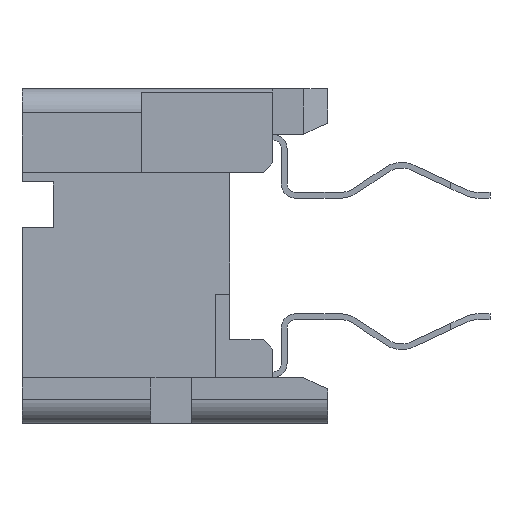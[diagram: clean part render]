
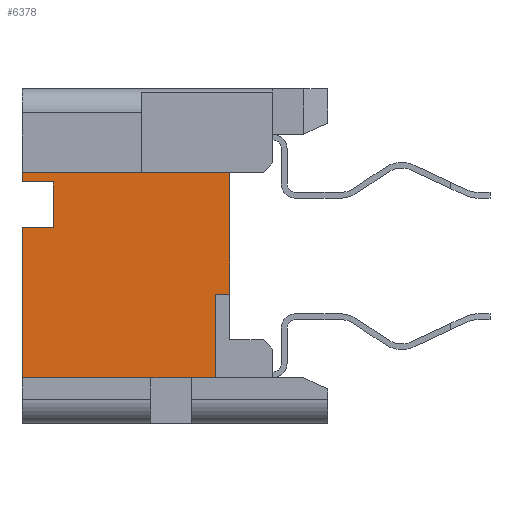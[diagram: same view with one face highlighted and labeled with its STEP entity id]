
A CAD part, left-side view. The second image highlights one B-rep face of the part: STEP entity #6378.
In plain terms, the highlighted planar face has unit normal (-1, 0, 0).
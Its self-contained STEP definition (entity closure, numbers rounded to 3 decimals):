
#433=DIRECTION('',(0.,0.,1.));
#434=VECTOR('',#433,3.15);
#435=CARTESIAN_POINT('',(-3.055,6.4,-2.55));
#436=LINE('',#435,#434);
#553=DIRECTION('',(0.,0.,1.));
#554=VECTOR('',#553,0.2);
#555=CARTESIAN_POINT('',(-3.055,6.4,1.55));
#556=LINE('',#555,#554);
#976=DIRECTION('',(0.,1.,0.));
#977=VECTOR('',#976,0.3);
#978=CARTESIAN_POINT('',(-3.055,2.05,-0.8));
#979=LINE('',#978,#977);
#980=DIRECTION('',(0.,0.,1.));
#981=VECTOR('',#980,1.75);
#982=CARTESIAN_POINT('',(-3.055,2.35,-2.55));
#983=LINE('',#982,#981);
#984=DIRECTION('',(0.,1.,0.));
#985=VECTOR('',#984,0.5);
#986=CARTESIAN_POINT('',(-3.055,2.35,-2.55));
#987=LINE('',#986,#985);
#988=DIRECTION('',(0.,1.,0.));
#989=VECTOR('',#988,0.85);
#990=CARTESIAN_POINT('',(-3.055,2.85,-2.55));
#991=LINE('',#990,#989);
#992=DIRECTION('',(0.,1.,0.));
#993=VECTOR('',#992,2.7);
#994=CARTESIAN_POINT('',(-3.055,3.7,-2.55));
#995=LINE('',#994,#993);
#996=DIRECTION('',(0.,-1.,0.));
#997=VECTOR('',#996,0.65);
#998=CARTESIAN_POINT('',(-3.055,6.4,0.6));
#999=LINE('',#998,#997);
#1000=DIRECTION('',(0.,0.,-1.));
#1001=VECTOR('',#1000,0.95);
#1002=CARTESIAN_POINT('',(-3.055,5.75,1.55));
#1003=LINE('',#1002,#1001);
#1004=DIRECTION('',(0.,-1.,0.));
#1005=VECTOR('',#1004,0.65);
#1006=CARTESIAN_POINT('',(-3.055,6.4,1.55));
#1007=LINE('',#1006,#1005);
#1008=DIRECTION('',(0.,0.,-1.));
#1009=VECTOR('',#1008,2.55);
#1010=CARTESIAN_POINT('',(-3.055,2.05,1.75));
#1011=LINE('',#1010,#1009);
#1244=DIRECTION('',(0.,1.,0.));
#1245=VECTOR('',#1244,4.35);
#1246=CARTESIAN_POINT('',(-3.055,2.05,1.75));
#1247=LINE('',#1246,#1245);
#4067=CARTESIAN_POINT('',(-3.055,6.4,-2.55));
#4068=VERTEX_POINT('',#4067);
#4069=CARTESIAN_POINT('',(-3.055,6.4,1.75));
#4071=VERTEX_POINT('',#4069);
#4091=CARTESIAN_POINT('',(-3.055,6.4,0.6));
#4093=VERTEX_POINT('',#4091);
#4095=CARTESIAN_POINT('',(-3.055,6.4,1.55));
#4096=CARTESIAN_POINT('',(-3.055,5.75,1.55));
#4097=VERTEX_POINT('',#4095);
#4098=VERTEX_POINT('',#4096);
#4099=CARTESIAN_POINT('',(-3.055,5.75,0.6));
#4100=VERTEX_POINT('',#4099);
#4111=CARTESIAN_POINT('',(-3.055,2.05,1.75));
#4112=VERTEX_POINT('',#4111);
#4245=CARTESIAN_POINT('',(-3.055,2.05,-0.8));
#4246=CARTESIAN_POINT('',(-3.055,2.35,-0.8));
#4247=VERTEX_POINT('',#4245);
#4248=VERTEX_POINT('',#4246);
#4249=CARTESIAN_POINT('',(-3.055,2.35,-2.55));
#4250=VERTEX_POINT('',#4249);
#4253=CARTESIAN_POINT('',(-3.055,2.85,-2.55));
#4254=VERTEX_POINT('',#4253);
#4255=CARTESIAN_POINT('',(-3.055,3.7,-2.55));
#4256=VERTEX_POINT('',#4255);
#6353=CARTESIAN_POINT('',(-3.055,0.,-2.55));
#6354=DIRECTION('',(-1.,0.,0.));
#6355=DIRECTION('',(0.,0.,1.));
#6356=AXIS2_PLACEMENT_3D('',#6353,#6354,#6355);
#6357=PLANE('',#6356);
#6359=ORIENTED_EDGE('',*,*,#6358,.T.);
#6361=ORIENTED_EDGE('',*,*,#6360,.F.);
#6362=ORIENTED_EDGE('',*,*,#6335,.T.);
#6364=ORIENTED_EDGE('',*,*,#6363,.T.);
#6365=ORIENTED_EDGE('',*,*,#6311,.T.);
#6366=ORIENTED_EDGE('',*,*,#5771,.T.);
#6367=ORIENTED_EDGE('',*,*,#5871,.T.);
#6369=ORIENTED_EDGE('',*,*,#6368,.F.);
#6370=ORIENTED_EDGE('',*,*,#5943,.F.);
#6371=ORIENTED_EDGE('',*,*,#5848,.T.);
#6373=ORIENTED_EDGE('',*,*,#6372,.F.);
#6375=ORIENTED_EDGE('',*,*,#6374,.T.);
#6376=EDGE_LOOP('',(#6359,#6361,#6362,#6364,#6365,#6366,#6367,#6369,#6370,#6371,
#6373,#6375));
#6377=FACE_OUTER_BOUND('',#6376,.F.);
#6378=ADVANCED_FACE('',(#6377),#6357,.T.);
#5771=EDGE_CURVE('',#4068,#4093,#436,.T.);
#5848=EDGE_CURVE('',#4097,#4071,#556,.T.);
#5871=EDGE_CURVE('',#4093,#4100,#999,.T.);
#5943=EDGE_CURVE('',#4097,#4098,#1007,.T.);
#6311=EDGE_CURVE('',#4256,#4068,#995,.T.);
#6335=EDGE_CURVE('',#4250,#4254,#987,.T.);
#6358=EDGE_CURVE('',#4247,#4248,#979,.T.);
#6360=EDGE_CURVE('',#4250,#4248,#983,.T.);
#6363=EDGE_CURVE('',#4254,#4256,#991,.T.);
#6368=EDGE_CURVE('',#4098,#4100,#1003,.T.);
#6372=EDGE_CURVE('',#4112,#4071,#1247,.T.);
#6374=EDGE_CURVE('',#4112,#4247,#1011,.T.);
